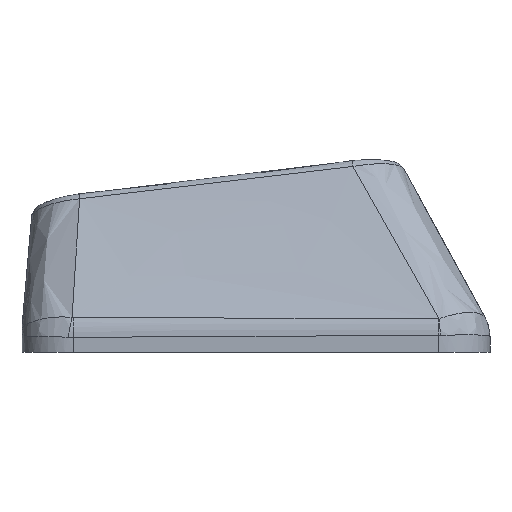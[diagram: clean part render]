
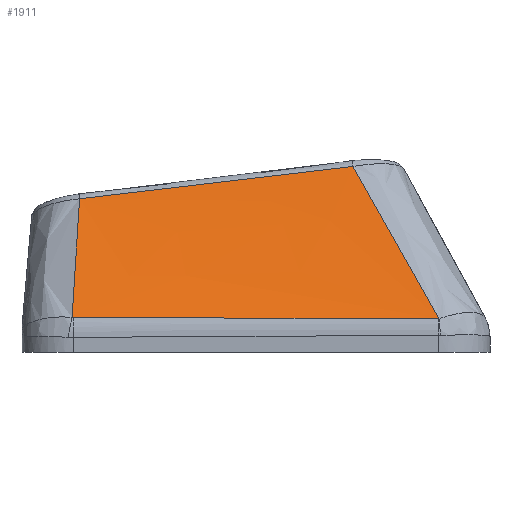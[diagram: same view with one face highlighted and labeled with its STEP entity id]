
A CAD part, left-side view. The second image highlights one B-rep face of the part: STEP entity #1911.
In plain terms, the highlighted free-form (B-spline) face has degree [3, 3] with [4, 4] control points.
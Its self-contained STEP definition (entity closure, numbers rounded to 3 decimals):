
#232=B_SPLINE_SURFACE_WITH_KNOTS('',3,3,((#4423,#4424,#4425,#4426),(#4427,
#4428,#4429,#4430),(#4431,#4432,#4433,#4434),(#4435,#4436,#4437,#4438)),
 .UNSPECIFIED.,.F.,.F.,.F.,(4,4),(4,4),(0.101,0.893),
(0.045,0.954),.UNSPECIFIED.);
#340=FACE_OUTER_BOUND('',#427,.T.);
#427=EDGE_LOOP('',(#1521,#1522,#1523,#1524,#1525,#1526));
#613=B_SPLINE_CURVE_WITH_KNOTS('',3,(#4281,#4282,#4283,#4284),
 .UNSPECIFIED.,.F.,.F.,(4,4),(0.,0.005),.UNSPECIFIED.);
#615=B_SPLINE_CURVE_WITH_KNOTS('',3,(#4308,#4309,#4310,#4311),
 .UNSPECIFIED.,.F.,.F.,(4,4),(0.,1.416),.UNSPECIFIED.);
#617=B_SPLINE_CURVE_WITH_KNOTS('',3,(#4335,#4336,#4337,#4338),
 .UNSPECIFIED.,.F.,.F.,(4,4),(0.,0.002),.UNSPECIFIED.);
#620=B_SPLINE_CURVE_WITH_KNOTS('',3,(#4440,#4441,#4442,#4443),
 .UNSPECIFIED.,.F.,.F.,(4,4),(0.036,0.771),
 .UNSPECIFIED.);
#621=B_SPLINE_CURVE_WITH_KNOTS('',3,(#4445,#4446,#4447,#4448),
 .UNSPECIFIED.,.F.,.F.,(4,4),(-1.068,0.),
 .UNSPECIFIED.);
#622=B_SPLINE_CURVE_WITH_KNOTS('',3,(#4449,#4450,#4451,#4452),
 .UNSPECIFIED.,.F.,.F.,(4,4),(-0.569,-0.031),
 .UNSPECIFIED.);
#848=VERTEX_POINT('',#4249);
#850=VERTEX_POINT('',#4279);
#852=VERTEX_POINT('',#4306);
#854=VERTEX_POINT('',#4333);
#861=VERTEX_POINT('',#4439);
#862=VERTEX_POINT('',#4444);
#1118=EDGE_CURVE('',#850,#848,#613,.T.);
#1121=EDGE_CURVE('',#852,#850,#615,.T.);
#1124=EDGE_CURVE('',#854,#852,#617,.T.);
#1136=EDGE_CURVE('',#861,#854,#620,.T.);
#1137=EDGE_CURVE('',#862,#861,#621,.T.);
#1138=EDGE_CURVE('',#848,#862,#622,.T.);
#1521=ORIENTED_EDGE('',*,*,#1118,.F.);
#1522=ORIENTED_EDGE('',*,*,#1121,.F.);
#1523=ORIENTED_EDGE('',*,*,#1124,.F.);
#1524=ORIENTED_EDGE('',*,*,#1136,.F.);
#1525=ORIENTED_EDGE('',*,*,#1137,.F.);
#1526=ORIENTED_EDGE('',*,*,#1138,.F.);
#1911=ADVANCED_FACE('',(#340),#232,.T.);
#4249=CARTESIAN_POINT('',(-8.864,7.138,0.361));
#4279=CARTESIAN_POINT('',(-8.867,7.086,0.356));
#4281=CARTESIAN_POINT('Ctrl Pts',(-8.867,7.086,0.356));
#4282=CARTESIAN_POINT('Ctrl Pts',(-8.867,7.103,0.356));
#4283=CARTESIAN_POINT('Ctrl Pts',(-8.866,7.121,0.358));
#4284=CARTESIAN_POINT('Ctrl Pts',(-8.864,7.138,0.361));
#4306=CARTESIAN_POINT('',(-8.936,-7.078,0.304));
#4308=CARTESIAN_POINT('Ctrl Pts',(-8.936,-7.078,0.304));
#4309=CARTESIAN_POINT('Ctrl Pts',(-8.919,-2.357,0.32));
#4310=CARTESIAN_POINT('Ctrl Pts',(-8.897,2.364,0.337));
#4311=CARTESIAN_POINT('Ctrl Pts',(-8.867,7.086,0.356));
#4333=CARTESIAN_POINT('',(-8.936,-7.099,0.305));
#4335=CARTESIAN_POINT('Ctrl Pts',(-8.936,-7.099,0.305));
#4336=CARTESIAN_POINT('Ctrl Pts',(-8.936,-7.092,0.305));
#4337=CARTESIAN_POINT('Ctrl Pts',(-8.936,-7.085,0.304));
#4338=CARTESIAN_POINT('Ctrl Pts',(-8.936,-7.078,0.304));
#4423=CARTESIAN_POINT('Ctrl Pts',(-6.11,-4.134,6.257));
#4424=CARTESIAN_POINT('Ctrl Pts',(-7.052,-5.122,4.273));
#4425=CARTESIAN_POINT('Ctrl Pts',(-7.994,-6.111,2.289));
#4426=CARTESIAN_POINT('Ctrl Pts',(-8.936,-7.099,0.304));
#4427=CARTESIAN_POINT('Ctrl Pts',(-6.11,-0.376,
5.822));
#4428=CARTESIAN_POINT('Ctrl Pts',(-7.052,-1.035,3.976));
#4429=CARTESIAN_POINT('Ctrl Pts',(-7.994,-1.694,2.13));
#4430=CARTESIAN_POINT('Ctrl Pts',(-8.936,-2.353,0.283));
#4431=CARTESIAN_POINT('Ctrl Pts',(-6.11,3.382,5.387));
#4432=CARTESIAN_POINT('Ctrl Pts',(-7.052,3.052,3.679));
#4433=CARTESIAN_POINT('Ctrl Pts',(-7.994,2.722,1.97));
#4434=CARTESIAN_POINT('Ctrl Pts',(-8.936,2.392,0.262));
#4435=CARTESIAN_POINT('Ctrl Pts',(-6.11,7.14,4.953));
#4436=CARTESIAN_POINT('Ctrl Pts',(-7.052,7.14,3.382));
#4437=CARTESIAN_POINT('Ctrl Pts',(-7.994,7.139,1.811));
#4438=CARTESIAN_POINT('Ctrl Pts',(-8.936,7.138,0.241));
#4439=CARTESIAN_POINT('',(-6.11,-3.758,6.214));
#4440=CARTESIAN_POINT('Ctrl Pts',(-6.11,-3.758,6.214));
#4441=CARTESIAN_POINT('Ctrl Pts',(-7.058,-4.877,4.249));
#4442=CARTESIAN_POINT('Ctrl Pts',(-7.999,-5.99,2.278));
#4443=CARTESIAN_POINT('Ctrl Pts',(-8.936,-7.099,0.305));
#4444=CARTESIAN_POINT('',(-6.125,6.845,4.961));
#4445=CARTESIAN_POINT('Ctrl Pts',(-6.125,6.845,4.961));
#4446=CARTESIAN_POINT('Ctrl Pts',(-6.12,3.31,5.375));
#4447=CARTESIAN_POINT('Ctrl Pts',(-6.115,-0.224,
5.793));
#4448=CARTESIAN_POINT('Ctrl Pts',(-6.11,-3.758,6.214));
#4449=CARTESIAN_POINT('Ctrl Pts',(-8.864,7.138,0.361));
#4450=CARTESIAN_POINT('Ctrl Pts',(-7.946,7.034,1.892));
#4451=CARTESIAN_POINT('Ctrl Pts',(-7.032,6.935,3.425));
#4452=CARTESIAN_POINT('Ctrl Pts',(-6.125,6.845,4.961));
